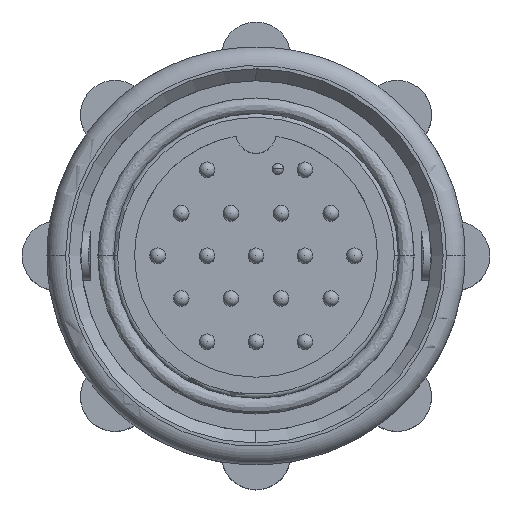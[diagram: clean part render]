
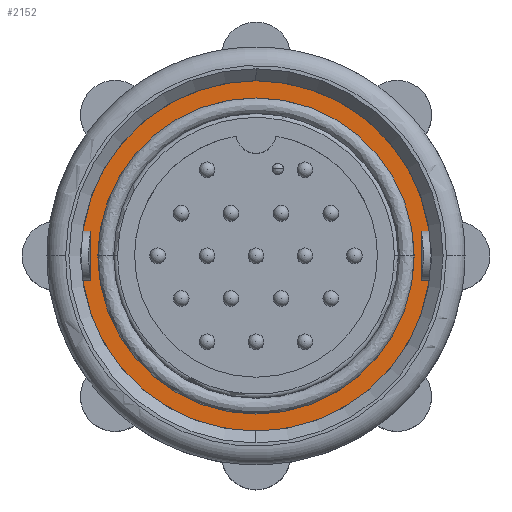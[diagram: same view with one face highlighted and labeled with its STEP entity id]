
A CAD part, top view. The second image highlights one B-rep face of the part: STEP entity #2152.
In plain terms, the highlighted planar face has unit normal (0, 0, 1).
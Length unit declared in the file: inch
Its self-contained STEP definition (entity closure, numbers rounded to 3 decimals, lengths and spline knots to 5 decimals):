
#14 = LINE ( 'NONE', #54, #7805 ) ;
#46 = DIRECTION ( 'NONE',  ( 1., 0., 0. ) ) ;
#54 = CARTESIAN_POINT ( 'NONE',  ( 0., -0.0625, 0.02 ) ) ;
#69 = CARTESIAN_POINT ( 'NONE',  ( 0., -0.0625, 0.02 ) ) ;
#137 = DIRECTION ( 'NONE',  ( 1., 0., 0. ) ) ;
#163 = LINE ( 'NONE', #69, #7822 ) ;
#769 = EDGE_CURVE ( 'NONE', #6566, #6569, #9140, .T. ) ;
#955 = CARTESIAN_POINT ( 'NONE',  ( 0.43554, -0.0625, 0.02 ) ) ;
#962 = CARTESIAN_POINT ( 'NONE',  ( -0.41532, -0.0625, 0.02 ) ) ;
#964 = CARTESIAN_POINT ( 'NONE',  ( -0.43554, 0.0625, 0.02 ) ) ;
#2152 = ADVANCED_FACE ( 'NONE', ( #7644, #7632 ), #8405, .F. ) ;
#2242 = EDGE_CURVE ( 'NONE', #6633, #6019, #9096, .T. ) ;
#2258 = EDGE_CURVE ( 'NONE', #5972, #6079, #9170, .T. ) ;
#2259 = EDGE_CURVE ( 'NONE', #6017, #6800, #8938, .T. ) ;
#2272 = EDGE_CURVE ( 'NONE', #6814, #5960, #9014, .T. ) ;
#2278 = EDGE_CURVE ( 'NONE', #6566, #5972, #6444, .T. ) ;
#2280 = EDGE_CURVE ( 'NONE', #6569, #6817, #8912, .T. ) ;
#2309 = EDGE_CURVE ( 'NONE', #5960, #6817, #11391, .T. ) ;
#2338 = EDGE_CURVE ( 'NONE', #6017, #6814, #14, .T. ) ;
#2346 = EDGE_CURVE ( 'NONE', #6079, #6800, #163, .T. ) ;
#2394 = EDGE_CURVE ( 'NONE', #6019, #6633, #9066, .T. ) ;
#3974 = CARTESIAN_POINT ( 'NONE',  ( 0., 0., 0.02 ) ) ;
#3975 = DIRECTION ( 'NONE',  ( 0., 0., 1. ) ) ;
#3976 = DIRECTION ( 'NONE',  ( -1., 0., 0. ) ) ;
#4741 = CARTESIAN_POINT ( 'NONE',  ( -0.41532, 0.0625, 0.02 ) ) ;
#4753 = CARTESIAN_POINT ( 'NONE',  ( 0.41532, 0.0625, 0.02 ) ) ;
#4798 = CARTESIAN_POINT ( 'NONE',  ( -0.43554, -0.0625, 0.02 ) ) ;
#4800 = CARTESIAN_POINT ( 'NONE',  ( -0.39704, 0., 0.02 ) ) ;
#4832 = CARTESIAN_POINT ( 'NONE',  ( 0.41532, -0.0625, 0.02 ) ) ;
#4916 = CARTESIAN_POINT ( 'NONE',  ( 0.43554, 0.0625, 0.02 ) ) ;
#4919 = CARTESIAN_POINT ( 'NONE',  ( 0., 0.44, 0.02 ) ) ;
#4983 = CARTESIAN_POINT ( 'NONE',  ( 0.39704, 0., 0.02 ) ) ;
#5960 = VERTEX_POINT ( 'NONE', #4741 ) ;
#5972 = VERTEX_POINT ( 'NONE', #4753 ) ;
#6017 = VERTEX_POINT ( 'NONE', #4798 ) ;
#6019 = VERTEX_POINT ( 'NONE', #4800 ) ;
#6079 = VERTEX_POINT ( 'NONE', #4832 ) ;
#6323 = DIRECTION ( 'NONE',  ( 0., 1., 0. ) ) ;
#6324 = CARTESIAN_POINT ( 'NONE',  ( 0., 0., 0.02 ) ) ;
#6332 = DIRECTION ( 'NONE',  ( 0., 0., 1. ) ) ;
#6379 = CARTESIAN_POINT ( 'NONE',  ( 0., 0., 0.02 ) ) ;
#6381 = DIRECTION ( 'NONE',  ( 0., 0., -1. ) ) ;
#6386 = DIRECTION ( 'NONE',  ( 0., -1., 0. ) ) ;
#6402 = DIRECTION ( 'NONE',  ( 0., -1., 0. ) ) ;
#6406 = DIRECTION ( 'NONE',  ( 0., 0., 1. ) ) ;
#6434 = DIRECTION ( 'NONE',  ( -1., 0., 0. ) ) ;
#6444 = LINE ( 'NONE', #6446, #7534 ) ;
#6446 = CARTESIAN_POINT ( 'NONE',  ( 0., 0.0625, 0.02 ) ) ;
#6449 = DIRECTION ( 'NONE',  ( -1., 0., 0. ) ) ;
#6458 = CARTESIAN_POINT ( 'NONE',  ( 0., 0., 0.02 ) ) ;
#6462 = DIRECTION ( 'NONE',  ( 0., 0., 1. ) ) ;
#6465 = DIRECTION ( 'NONE',  ( 0., 1., 0. ) ) ;
#6472 = CARTESIAN_POINT ( 'NONE',  ( 0., 0., 0.02 ) ) ;
#6485 = CARTESIAN_POINT ( 'NONE',  ( 0., 0., 0.02 ) ) ;
#6497 = DIRECTION ( 'NONE',  ( 0., 0., -1. ) ) ;
#6566 = VERTEX_POINT ( 'NONE', #4916 ) ;
#6569 = VERTEX_POINT ( 'NONE', #4919 ) ;
#6633 = VERTEX_POINT ( 'NONE', #4983 ) ;
#6800 = VERTEX_POINT ( 'NONE', #955 ) ;
#6814 = VERTEX_POINT ( 'NONE', #962 ) ;
#6817 = VERTEX_POINT ( 'NONE', #964 ) ;
#7429 = AXIS2_PLACEMENT_3D ( 'NONE', #9582, #9581, #9579 ) ;
#7474 = VECTOR ( 'NONE', #11383, 39.37008 ) ;
#7534 = VECTOR ( 'NONE', #6449, 39.37008 ) ;
#7541 = AXIS2_PLACEMENT_3D ( 'NONE', #6458, #6462, #6465 ) ;
#7551 = AXIS2_PLACEMENT_3D ( 'NONE', #6379, #6381, #6386 ) ;
#7567 = AXIS2_PLACEMENT_3D ( 'NONE', #6485, #6332, #6323 ) ;
#7570 = AXIS2_PLACEMENT_3D ( 'NONE', #6324, #6497, #6402 ) ;
#7594 = AXIS2_PLACEMENT_3D ( 'NONE', #6472, #6406, #6434 ) ;
#7632 = FACE_BOUND ( 'NONE', #10109, .T. ) ;
#7635 = AXIS2_PLACEMENT_3D ( 'NONE', #8419, #8301, #8379 ) ;
#7644 = FACE_OUTER_BOUND ( 'NONE', #10108, .T. ) ;
#7805 = VECTOR ( 'NONE', #46, 39.37008 ) ;
#7822 = VECTOR ( 'NONE', #137, 39.37008 ) ;
#7947 = AXIS2_PLACEMENT_3D ( 'NONE', #3974, #3975, #3976 ) ;
#8301 = DIRECTION ( 'NONE',  ( 0., 0., -1. ) ) ;
#8379 = DIRECTION ( 'NONE',  ( -1., 0., 0. ) ) ;
#8405 = PLANE ( 'NONE',  #7635 ) ;
#8419 = CARTESIAN_POINT ( 'NONE',  ( 0., 0., 0.02 ) ) ;
#8717 = ORIENTED_EDGE ( 'NONE', *, *, #2242, .F. ) ;
#8718 = ORIENTED_EDGE ( 'NONE', *, *, #2394, .F. ) ;
#8720 = ORIENTED_EDGE ( 'NONE', *, *, #2258, .F. ) ;
#8722 = ORIENTED_EDGE ( 'NONE', *, *, #2346, .F. ) ;
#8723 = ORIENTED_EDGE ( 'NONE', *, *, #2278, .F. ) ;
#8724 = ORIENTED_EDGE ( 'NONE', *, *, #2259, .T. ) ;
#8725 = ORIENTED_EDGE ( 'NONE', *, *, #2272, .F. ) ;
#8726 = ORIENTED_EDGE ( 'NONE', *, *, #2338, .F. ) ;
#8727 = ORIENTED_EDGE ( 'NONE', *, *, #2280, .T. ) ;
#8728 = ORIENTED_EDGE ( 'NONE', *, *, #769, .T. ) ;
#8730 = ORIENTED_EDGE ( 'NONE', *, *, #2309, .F. ) ;
#8912 = CIRCLE ( 'NONE', #7541, 0.44 ) ;
#8938 = CIRCLE ( 'NONE', #7567, 0.44 ) ;
#9014 = CIRCLE ( 'NONE', #7551, 0.42 ) ;
#9066 = CIRCLE ( 'NONE', #7947, 0.39704 ) ;
#9096 = CIRCLE ( 'NONE', #7594, 0.39704 ) ;
#9140 = CIRCLE ( 'NONE', #7429, 0.44 ) ;
#9170 = CIRCLE ( 'NONE', #7570, 0.42 ) ;
#9579 = DIRECTION ( 'NONE',  ( 0., 1., 0. ) ) ;
#9581 = DIRECTION ( 'NONE',  ( 0., 0., 1. ) ) ;
#9582 = CARTESIAN_POINT ( 'NONE',  ( 0., 0., 0.02 ) ) ;
#10108 = EDGE_LOOP ( 'NONE', ( #8728, #8727, #8730, #8725, #8726, #8724, #8722, #8720, #8723 ) ) ;
#10109 = EDGE_LOOP ( 'NONE', ( #8718, #8717 ) ) ;
#11383 = DIRECTION ( 'NONE',  ( -1., 0., 0. ) ) ;
#11387 = CARTESIAN_POINT ( 'NONE',  ( 0., 0.0625, 0.02 ) ) ;
#11391 = LINE ( 'NONE', #11387, #7474 ) ;
